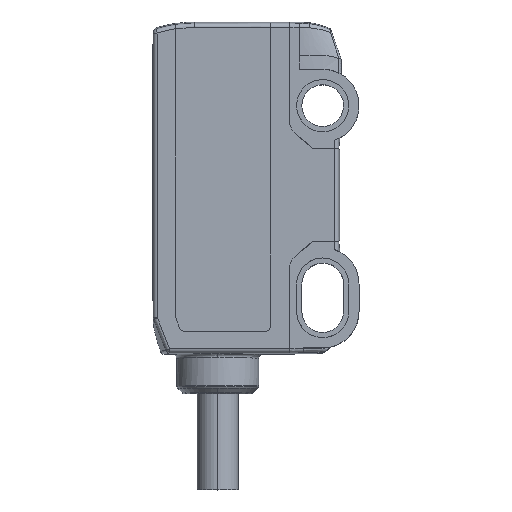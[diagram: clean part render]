
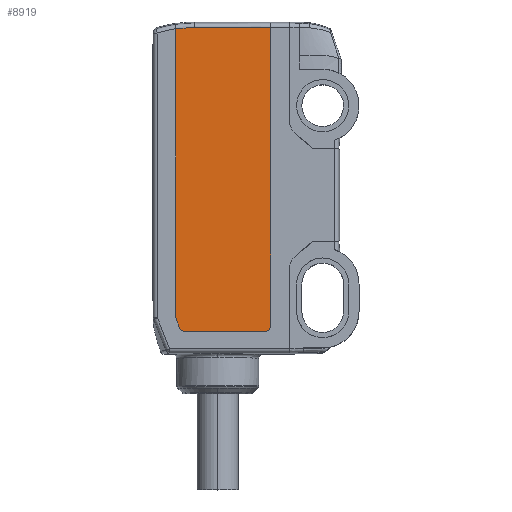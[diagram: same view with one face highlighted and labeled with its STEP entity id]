
A CAD part, top view. The second image highlights one B-rep face of the part: STEP entity #8919.
In plain terms, the highlighted planar face has unit normal (0, 0, 1).
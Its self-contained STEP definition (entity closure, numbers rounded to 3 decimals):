
#100 = FACE_OUTER_BOUND ( 'NONE', #4661, .T. ) ;
#257 = EDGE_CURVE ( 'NONE', #2233, #11130, #7158, .T. ) ;
#287 = CARTESIAN_POINT ( 'NONE',  ( -56.999, 23.715, 4.1 ) ) ;
#742 = DIRECTION ( 'NONE',  ( 0., 0., 1. ) ) ;
#803 = CARTESIAN_POINT ( 'NONE',  ( -58.364, 2.647, 4.1 ) ) ;
#1050 = EDGE_CURVE ( 'NONE', #11130, #9585, #8991, .T. ) ;
#1085 = ORIENTED_EDGE ( 'NONE', *, *, #2381, .T. ) ;
#1363 = AXIS2_PLACEMENT_3D ( 'NONE', #6953, #2500, #1717 ) ;
#1366 = VECTOR ( 'NONE', #7933, 1000. ) ;
#1717 = DIRECTION ( 'NONE',  ( -1., 0., 0. ) ) ;
#2061 = CIRCLE ( 'NONE', #3903, 0.464 ) ;
#2166 = EDGE_CURVE ( 'NONE', #3734, #9585, #13016, .T. ) ;
#2233 = VERTEX_POINT ( 'NONE', #287 ) ;
#2255 = PLANE ( 'NONE',  #4970 ) ;
#2301 = ORIENTED_EDGE ( 'NONE', *, *, #9371, .F. ) ;
#2380 = CARTESIAN_POINT ( 'NONE',  ( -56.177, 23.715, 4.1 ) ) ;
#2381 = EDGE_CURVE ( 'NONE', #10952, #11985, #3198, .T. ) ;
#2500 = DIRECTION ( 'NONE',  ( 0., 0., 1. ) ) ;
#2503 = AXIS2_PLACEMENT_3D ( 'NONE', #11701, #742, #7549 ) ;
#2511 = EDGE_CURVE ( 'NONE', #11522, #3506, #2061, .T. ) ;
#2660 = CARTESIAN_POINT ( 'NONE',  ( -57.386, 23.707, 4.1 ) ) ;
#2764 = CARTESIAN_POINT ( 'NONE',  ( -51.436, 23.715, 4.1 ) ) ;
#2843 = CARTESIAN_POINT ( 'NONE',  ( -57.661, 1.536, 4.1 ) ) ;
#3137 = LINE ( 'NONE', #12798, #7409 ) ;
#3198 = CIRCLE ( 'NONE', #1363, 0.464 ) ;
#3231 = ORIENTED_EDGE ( 'NONE', *, *, #3972, .T. ) ;
#3235 = CARTESIAN_POINT ( 'NONE',  ( -58.335, 2.486, 4.1 ) ) ;
#3249 = CARTESIAN_POINT ( 'NONE',  ( -57.661, 2., 4.1 ) ) ;
#3506 = VERTEX_POINT ( 'NONE', #2843 ) ;
#3522 = CARTESIAN_POINT ( 'NONE',  ( -56.588, 23.715, 4.1 ) ) ;
#3542 = CARTESIAN_POINT ( 'NONE',  ( -51.436, 23.715, 4.1 ) ) ;
#3734 = VERTEX_POINT ( 'NONE', #9346 ) ;
#3903 = AXIS2_PLACEMENT_3D ( 'NONE', #3249, #11941, #13113 ) ;
#3972 = EDGE_CURVE ( 'NONE', #2233, #12671, #12022, .T. ) ;
#4342 = DIRECTION ( 'NONE',  ( 0., 0., 1. ) ) ;
#4395 = DIRECTION ( 'NONE',  ( 0.346, -0.938, 0. ) ) ;
#4411 = DIRECTION ( 'NONE',  ( -1., 0., 0. ) ) ;
#4417 = EDGE_CURVE ( 'NONE', #3734, #3506, #3137, .T. ) ;
#4661 = EDGE_LOOP ( 'NONE', ( #8050, #5235, #4812, #9826, #3231, #2301, #1085, #6890, #8069 ) ) ;
#4812 = ORIENTED_EDGE ( 'NONE', *, *, #1050, .F. ) ;
#4970 = AXIS2_PLACEMENT_3D ( 'NONE', #10861, #4342, #4411 ) ;
#5235 = ORIENTED_EDGE ( 'NONE', *, *, #2166, .T. ) ;
#5543 = CARTESIAN_POINT ( 'NONE',  ( -58.097, 1.839, 4.1 ) ) ;
#5785 = CARTESIAN_POINT ( 'NONE',  ( -58.335, 2.486, 4.1 ) ) ;
#5797 = CARTESIAN_POINT ( 'NONE',  ( -51.436, 2., 4.1 ) ) ;
#5887 = CARTESIAN_POINT ( 'NONE',  ( -57.059, 23.714, 4.1 ) ) ;
#6174 = CARTESIAN_POINT ( 'NONE',  ( -57.533, 23.699, 4.1 ) ) ;
#6890 = ORIENTED_EDGE ( 'NONE', *, *, #8456, .T. ) ;
#6953 = CARTESIAN_POINT ( 'NONE',  ( -57.9, 2.647, 4.1 ) ) ;
#7119 = DIRECTION ( 'NONE',  ( 0., 1., 0. ) ) ;
#7158 = B_SPLINE_CURVE_WITH_KNOTS ( 'NONE', 3,
 ( #8136, #11348, #8068, #3522, #2380, #12418, #8899, #10273, #9047 ),
 .UNSPECIFIED., .F., .F.,
 ( 4, 1, 1, 1, 1, 1, 4 ),
 ( 0., 0.032, 0.063, 0.127, 0.253, 0.506, 1. ),
 .UNSPECIFIED. ) ;
#7409 = VECTOR ( 'NONE', #10817, 1000. ) ;
#7549 = DIRECTION ( 'NONE',  ( 0., -1., 0. ) ) ;
#7627 = LINE ( 'NONE', #3235, #11125 ) ;
#7933 = DIRECTION ( 'NONE',  ( 0., -1., 0. ) ) ;
#8050 = ORIENTED_EDGE ( 'NONE', *, *, #4417, .F. ) ;
#8068 = CARTESIAN_POINT ( 'NONE',  ( -56.823, 23.715, 4.1 ) ) ;
#8069 = ORIENTED_EDGE ( 'NONE', *, *, #2511, .T. ) ;
#8124 = CARTESIAN_POINT ( 'NONE',  ( -57.148, 23.714, 4.1 ) ) ;
#8136 = CARTESIAN_POINT ( 'NONE',  ( -56.999, 23.715, 4.1 ) ) ;
#8340 = CARTESIAN_POINT ( 'NONE',  ( -58.148, 23.644, 4.1 ) ) ;
#8456 = EDGE_CURVE ( 'NONE', #11985, #11522, #7627, .T. ) ;
#8461 = CARTESIAN_POINT ( 'NONE',  ( -58.364, 2.647, 4.1 ) ) ;
#8899 = CARTESIAN_POINT ( 'NONE',  ( -53.736, 23.715, 4.1 ) ) ;
#8919 = ADVANCED_FACE ( 'NONE', ( #100 ), #2255, .T. ) ;
#8991 = LINE ( 'NONE', #3542, #1366 ) ;
#9047 = CARTESIAN_POINT ( 'NONE',  ( -51.436, 23.715, 4.1 ) ) ;
#9346 = CARTESIAN_POINT ( 'NONE',  ( -51.9, 1.536, 4.1 ) ) ;
#9371 = EDGE_CURVE ( 'NONE', #10952, #12671, #10566, .T. ) ;
#9477 = CARTESIAN_POINT ( 'NONE',  ( -58.364, 23.61, 4.1 ) ) ;
#9546 = VECTOR ( 'NONE', #7119, 1000. ) ;
#9585 = VERTEX_POINT ( 'NONE', #5797 ) ;
#9826 = ORIENTED_EDGE ( 'NONE', *, *, #257, .F. ) ;
#10273 = CARTESIAN_POINT ( 'NONE',  ( -52.351, 23.715, 4.1 ) ) ;
#10566 = LINE ( 'NONE', #803, #9546 ) ;
#10793 = CARTESIAN_POINT ( 'NONE',  ( -58.364, 23.61, 4.1 ) ) ;
#10817 = DIRECTION ( 'NONE',  ( -1., 0., 0. ) ) ;
#10861 = CARTESIAN_POINT ( 'NONE',  ( -57., 12.75, 4.1 ) ) ;
#10952 = VERTEX_POINT ( 'NONE', #8461 ) ;
#11125 = VECTOR ( 'NONE', #4395, 1000. ) ;
#11130 = VERTEX_POINT ( 'NONE', #2764 ) ;
#11335 = CARTESIAN_POINT ( 'NONE',  ( -57.872, 23.676, 4.1 ) ) ;
#11348 = CARTESIAN_POINT ( 'NONE',  ( -56.94, 23.715, 4.1 ) ) ;
#11490 = CARTESIAN_POINT ( 'NONE',  ( -57.267, 23.711, 4.1 ) ) ;
#11522 = VERTEX_POINT ( 'NONE', #5543 ) ;
#11701 = CARTESIAN_POINT ( 'NONE',  ( -51.9, 2., 4.1 ) ) ;
#11941 = DIRECTION ( 'NONE',  ( 0., 0., 1. ) ) ;
#11985 = VERTEX_POINT ( 'NONE', #5785 ) ;
#12022 = B_SPLINE_CURVE_WITH_KNOTS ( 'NONE', 3,
 ( #12616, #5887, #8124, #11490, #2660, #6174, #11335, #8340, #9477 ),
 .UNSPECIFIED., .F., .F.,
 ( 4, 1, 1, 1, 1, 1, 4 ),
 ( 0., 0.129, 0.194, 0.258, 0.387, 0.516, 1. ),
 .UNSPECIFIED. ) ;
#12418 = CARTESIAN_POINT ( 'NONE',  ( -55.356, 23.715, 4.1 ) ) ;
#12616 = CARTESIAN_POINT ( 'NONE',  ( -56.999, 23.715, 4.1 ) ) ;
#12671 = VERTEX_POINT ( 'NONE', #10793 ) ;
#12798 = CARTESIAN_POINT ( 'NONE',  ( -51.9, 1.536, 4.1 ) ) ;
#13016 = CIRCLE ( 'NONE', #2503, 0.464 ) ;
#13113 = DIRECTION ( 'NONE',  ( -0.938, -0.346, 0. ) ) ;
